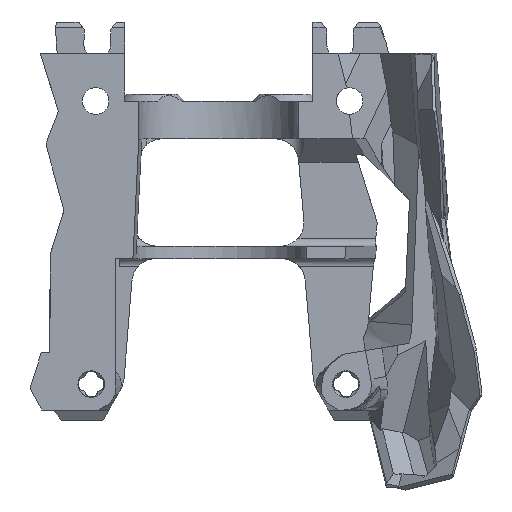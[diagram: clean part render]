
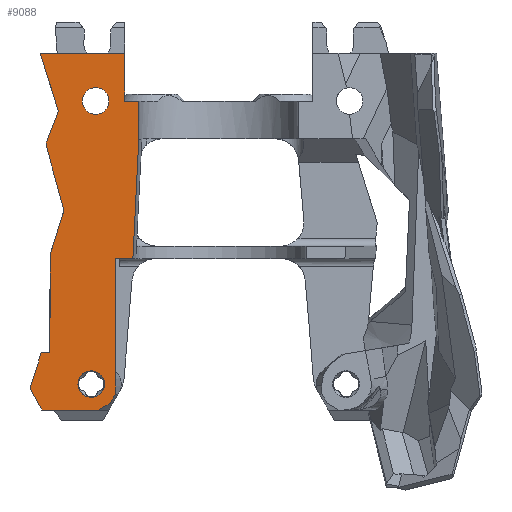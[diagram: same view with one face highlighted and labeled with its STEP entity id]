
A CAD part, front view. The second image highlights one B-rep face of the part: STEP entity #9088.
In plain terms, the highlighted planar face has unit normal (0, -1, 0).
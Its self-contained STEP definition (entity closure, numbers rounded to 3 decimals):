
#231=FACE_BOUND('',#1111,.T.);
#232=FACE_BOUND('',#1112,.T.);
#266=PLANE('',#9604);
#640=FACE_OUTER_BOUND('',#1110,.T.);
#1110=EDGE_LOOP('',(#6419,#6420,#6421,#6422,#6423,#6424,#6425,#6426,#6427,
#6428,#6429,#6430,#6431,#6432,#6433,#6434,#6435,#6436,#6437,#6438));
#1111=EDGE_LOOP('',(#6439));
#1112=EDGE_LOOP('',(#6440));
#1583=LINE('',#12729,#2695);
#1629=LINE('',#12872,#2741);
#1649=LINE('',#13082,#2761);
#1651=LINE('',#13090,#2763);
#1652=LINE('',#13092,#2764);
#1653=LINE('',#13094,#2765);
#1654=LINE('',#13096,#2766);
#1655=LINE('',#13098,#2767);
#1656=LINE('',#13100,#2768);
#1657=LINE('',#13102,#2769);
#1658=LINE('',#13104,#2770);
#1659=LINE('',#13106,#2771);
#1660=LINE('',#13108,#2772);
#1661=LINE('',#13110,#2773);
#1662=LINE('',#13112,#2774);
#1663=LINE('',#13114,#2775);
#1664=LINE('',#13116,#2776);
#1665=LINE('',#13118,#2777);
#1666=LINE('',#13120,#2778);
#1667=LINE('',#13121,#2779);
#2695=VECTOR('',#10264,10.);
#2741=VECTOR('',#10352,10.);
#2761=VECTOR('',#10390,1000.);
#2763=VECTOR('',#10398,1000.);
#2764=VECTOR('',#10399,1000.);
#2765=VECTOR('',#10400,1000.);
#2766=VECTOR('',#10401,1000.);
#2767=VECTOR('',#10402,1000.);
#2768=VECTOR('',#10403,1000.);
#2769=VECTOR('',#10404,1000.);
#2770=VECTOR('',#10405,1000.);
#2771=VECTOR('',#10406,1000.);
#2772=VECTOR('',#10407,1000.);
#2773=VECTOR('',#10408,1000.);
#2774=VECTOR('',#10409,1000.);
#2775=VECTOR('',#10410,1000.);
#2776=VECTOR('',#10411,1000.);
#2777=VECTOR('',#10412,1000.);
#2778=VECTOR('',#10413,1000.);
#2779=VECTOR('',#10414,1000.);
#3831=CIRCLE('',#9605,1.7);
#3832=CIRCLE('',#9606,1.7);
#3971=VERTEX_POINT('',#12726);
#3972=VERTEX_POINT('',#12728);
#4024=VERTEX_POINT('',#12870);
#4050=VERTEX_POINT('',#13081);
#4053=VERTEX_POINT('',#13089);
#4054=VERTEX_POINT('',#13091);
#4055=VERTEX_POINT('',#13093);
#4056=VERTEX_POINT('',#13095);
#4057=VERTEX_POINT('',#13097);
#4058=VERTEX_POINT('',#13099);
#4059=VERTEX_POINT('',#13101);
#4060=VERTEX_POINT('',#13103);
#4061=VERTEX_POINT('',#13105);
#4062=VERTEX_POINT('',#13107);
#4063=VERTEX_POINT('',#13109);
#4064=VERTEX_POINT('',#13111);
#4065=VERTEX_POINT('',#13113);
#4066=VERTEX_POINT('',#13115);
#4067=VERTEX_POINT('',#13117);
#4068=VERTEX_POINT('',#13119);
#4069=VERTEX_POINT('',#13122);
#4070=VERTEX_POINT('',#13124);
#4879=EDGE_CURVE('',#3972,#3971,#1583,.T.);
#4942=EDGE_CURVE('',#3971,#4024,#1629,.T.);
#4973=EDGE_CURVE('',#4050,#3972,#1649,.T.);
#4977=EDGE_CURVE('',#4053,#4024,#1651,.T.);
#4978=EDGE_CURVE('',#4053,#4054,#1652,.T.);
#4979=EDGE_CURVE('',#4054,#4055,#1653,.T.);
#4980=EDGE_CURVE('',#4056,#4055,#1654,.T.);
#4981=EDGE_CURVE('',#4057,#4056,#1655,.T.);
#4982=EDGE_CURVE('',#4057,#4058,#1656,.T.);
#4983=EDGE_CURVE('',#4059,#4058,#1657,.T.);
#4984=EDGE_CURVE('',#4060,#4059,#1658,.T.);
#4985=EDGE_CURVE('',#4061,#4060,#1659,.T.);
#4986=EDGE_CURVE('',#4061,#4062,#1660,.T.);
#4987=EDGE_CURVE('',#4063,#4062,#1661,.T.);
#4988=EDGE_CURVE('',#4064,#4063,#1662,.T.);
#4989=EDGE_CURVE('',#4065,#4064,#1663,.T.);
#4990=EDGE_CURVE('',#4065,#4066,#1664,.T.);
#4991=EDGE_CURVE('',#4066,#4067,#1665,.T.);
#4992=EDGE_CURVE('',#4067,#4068,#1666,.T.);
#4993=EDGE_CURVE('',#4068,#4050,#1667,.T.);
#4994=EDGE_CURVE('',#4069,#4069,#3831,.T.);
#4995=EDGE_CURVE('',#4070,#4070,#3832,.T.);
#6419=ORIENTED_EDGE('',*,*,#4879,.T.);
#6420=ORIENTED_EDGE('',*,*,#4942,.T.);
#6421=ORIENTED_EDGE('',*,*,#4977,.F.);
#6422=ORIENTED_EDGE('',*,*,#4978,.T.);
#6423=ORIENTED_EDGE('',*,*,#4979,.T.);
#6424=ORIENTED_EDGE('',*,*,#4980,.F.);
#6425=ORIENTED_EDGE('',*,*,#4981,.F.);
#6426=ORIENTED_EDGE('',*,*,#4982,.T.);
#6427=ORIENTED_EDGE('',*,*,#4983,.F.);
#6428=ORIENTED_EDGE('',*,*,#4984,.F.);
#6429=ORIENTED_EDGE('',*,*,#4985,.F.);
#6430=ORIENTED_EDGE('',*,*,#4986,.T.);
#6431=ORIENTED_EDGE('',*,*,#4987,.F.);
#6432=ORIENTED_EDGE('',*,*,#4988,.F.);
#6433=ORIENTED_EDGE('',*,*,#4989,.F.);
#6434=ORIENTED_EDGE('',*,*,#4990,.T.);
#6435=ORIENTED_EDGE('',*,*,#4991,.T.);
#6436=ORIENTED_EDGE('',*,*,#4992,.T.);
#6437=ORIENTED_EDGE('',*,*,#4993,.T.);
#6438=ORIENTED_EDGE('',*,*,#4973,.T.);
#6439=ORIENTED_EDGE('',*,*,#4994,.T.);
#6440=ORIENTED_EDGE('',*,*,#4995,.T.);
#9088=ADVANCED_FACE('',(#640,#231,#232),#266,.F.);
#9604=AXIS2_PLACEMENT_3D('',#13088,#10396,#10397);
#9605=AXIS2_PLACEMENT_3D('',#13123,#10415,#10416);
#9606=AXIS2_PLACEMENT_3D('',#13125,#10417,#10418);
#10264=DIRECTION('',(-1.,0.,0.));
#10352=DIRECTION('',(0.,0.,1.));
#10390=DIRECTION('',(0.,0.,1.));
#10396=DIRECTION('center_axis',(0.,1.,0.));
#10397=DIRECTION('ref_axis',(1.,0.,0.));
#10398=DIRECTION('',(1.,0.,0.));
#10399=DIRECTION('',(0.299,0.,-0.954));
#10400=DIRECTION('',(-0.355,0.,-0.935));
#10401=DIRECTION('',(0.,0.,1.));
#10402=DIRECTION('',(-0.264,0.,0.964));
#10403=DIRECTION('',(-0.298,0.,-0.955));
#10404=DIRECTION('',(0.002,0.,1.));
#10405=DIRECTION('',(1.,0.,0.));
#10406=DIRECTION('',(0.298,0.,0.955));
#10407=DIRECTION('',(0.481,0.,-0.877));
#10408=DIRECTION('',(-1.,0.,0.));
#10409=DIRECTION('',(-0.866,0.,-0.5));
#10410=DIRECTION('',(-0.5,0.,-0.866));
#10411=DIRECTION('',(0.,0.,1.));
#10412=DIRECTION('',(0.,0.,1.));
#10413=DIRECTION('',(1.,0.,0.));
#10414=DIRECTION('',(0.049,0.,0.999));
#10415=DIRECTION('center_axis',(0.,1.,0.));
#10416=DIRECTION('ref_axis',(-1.,0.,0.));
#10417=DIRECTION('center_axis',(0.,1.,0.));
#10418=DIRECTION('ref_axis',(1.,0.,0.));
#12726=CARTESIAN_POINT('',(-12.,0.,55.4));
#12728=CARTESIAN_POINT('',(-10.2,0.,55.4));
#12729=CARTESIAN_POINT('',(8.156,0.,55.4));
#12870=CARTESIAN_POINT('',(-12.,0.,61.5));
#12872=CARTESIAN_POINT('',(-12.,0.,46.717));
#13081=CARTESIAN_POINT('',(-10.2,0.,50.5));
#13082=CARTESIAN_POINT('',(-10.2,0.,54.));
#13088=CARTESIAN_POINT('Origin',(16.698,0.,
31.934));
#13089=CARTESIAN_POINT('',(-22.767,0.,61.5));
#13090=CARTESIAN_POINT('',(-19.733,0.,61.5));
#13091=CARTESIAN_POINT('',(-20.455,0.,54.132));
#13092=CARTESIAN_POINT('',(-22.767,0.,61.5));
#13093=CARTESIAN_POINT('',(-22.,0.,50.064));
#13094=CARTESIAN_POINT('',(-23.902,0.,45.055));
#13095=CARTESIAN_POINT('',(-22.,0.,49.71));
#13096=CARTESIAN_POINT('',(-22.,0.,33.781));
#13097=CARTESIAN_POINT('',(-19.739,0.,41.455));
#13098=CARTESIAN_POINT('',(-19.579,0.,40.87));
#13099=CARTESIAN_POINT('',(-21.506,0.,35.799));
#13100=CARTESIAN_POINT('',(-19.739,0.,41.455));
#13101=CARTESIAN_POINT('',(-21.529,0.,23.301));
#13102=CARTESIAN_POINT('',(-21.543,0.,16.153));
#13103=CARTESIAN_POINT('',(-22.64,0.,23.301));
#13104=CARTESIAN_POINT('',(6.662,0.,23.301));
#13105=CARTESIAN_POINT('',(-24.067,0.,18.732));
#13106=CARTESIAN_POINT('',(-23.108,0.,21.804));
#13107=CARTESIAN_POINT('',(-22.569,0.,16.001));
#13108=CARTESIAN_POINT('',(-25.05,0.,20.521));
#13109=CARTESIAN_POINT('',(-15.345,0.,16.001));
#13110=CARTESIAN_POINT('',(-23.493,0.,16.001));
#13111=CARTESIAN_POINT('',(-13.845,0.,16.867));
#13112=CARTESIAN_POINT('',(0.496,0.,25.147));
#13113=CARTESIAN_POINT('',(-13.15,0.,18.071));
#13114=CARTESIAN_POINT('',(-11.565,0.,20.816));
#13115=CARTESIAN_POINT('',(-13.15,0.,19.068));
#13116=CARTESIAN_POINT('',(-13.15,0.,29.867));
#13117=CARTESIAN_POINT('',(-13.15,0.,35.301));
#13118=CARTESIAN_POINT('',(-13.15,0.,29.867));
#13119=CARTESIAN_POINT('',(-10.946,0.,35.301));
#13120=CARTESIAN_POINT('',(4.294,0.,35.301));
#13121=CARTESIAN_POINT('',(-11.245,0.,29.2));
#13122=CARTESIAN_POINT('',(-14.,0.,55.424));
#13123=CARTESIAN_POINT('Origin',(-15.7,0.,
55.424));
#13124=CARTESIAN_POINT('',(-17.95,0.,19.301));
#13125=CARTESIAN_POINT('Origin',(-16.25,0.,
19.301));
